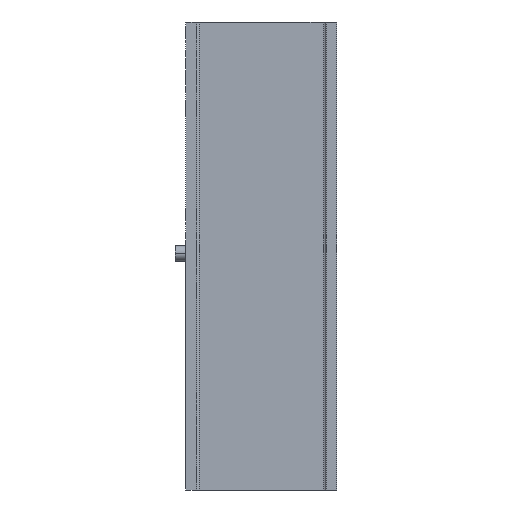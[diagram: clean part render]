
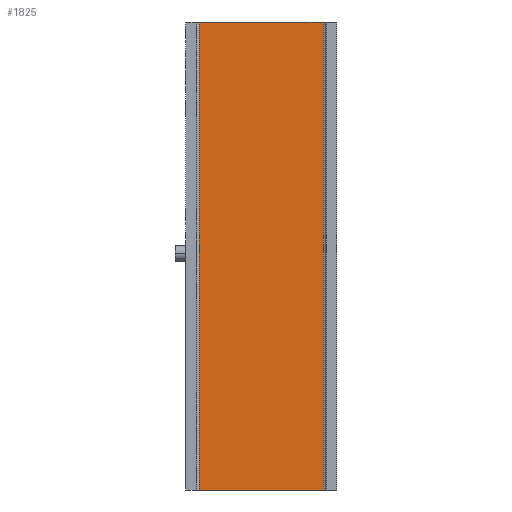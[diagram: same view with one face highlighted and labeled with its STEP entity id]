
A CAD part, left-side view. The second image highlights one B-rep face of the part: STEP entity #1825.
In plain terms, the highlighted planar face has unit normal (-1, 0, 0).
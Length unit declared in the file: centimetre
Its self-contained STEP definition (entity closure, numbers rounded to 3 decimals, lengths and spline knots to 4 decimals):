
#3 = CARTESIAN_POINT ( 'NONE',  ( -0.2018, 2.6449, 9. ) ) ;
#18 = VECTOR ( 'NONE', #234, 100. ) ;
#99 = PLANE ( 'NONE',  #2612 ) ;
#156 = CARTESIAN_POINT ( 'NONE',  ( -0.2018, 2.6449, 0. ) ) ;
#234 = DIRECTION ( 'NONE',  ( 0., 0., -1. ) ) ;
#272 = CARTESIAN_POINT ( 'NONE',  ( -0.2018, 0.2649, 9. ) ) ;
#302 = VERTEX_POINT ( 'NONE', #1677 ) ;
#316 = CARTESIAN_POINT ( 'NONE',  ( -0.2018, 2.6449, 9. ) ) ;
#402 = ORIENTED_EDGE ( 'NONE', *, *, #2199, .T. ) ;
#514 = CARTESIAN_POINT ( 'NONE',  ( -0.2018, 2.6449, 9. ) ) ;
#557 = CARTESIAN_POINT ( 'NONE',  ( -0.2018, 2.6449, 9. ) ) ;
#785 = LINE ( 'NONE', #557, #2165 ) ;
#984 = LINE ( 'NONE', #3, #18 ) ;
#1007 = DIRECTION ( 'NONE',  ( 0., 0., -1. ) ) ;
#1088 = ORIENTED_EDGE ( 'NONE', *, *, #1518, .F. ) ;
#1156 = CARTESIAN_POINT ( 'NONE',  ( -0.2018, 0.2649, 9. ) ) ;
#1191 = LINE ( 'NONE', #2886, #2963 ) ;
#1518 = EDGE_CURVE ( 'NONE', #2303, #2097, #785, .T. ) ;
#1523 = EDGE_LOOP ( 'NONE', ( #2384, #2956, #1088, #402 ) ) ;
#1573 = VERTEX_POINT ( 'NONE', #156 ) ;
#1674 = EDGE_CURVE ( 'NONE', #1573, #302, #1191, .T. ) ;
#1677 = CARTESIAN_POINT ( 'NONE',  ( -0.2018, 0.2649, 0. ) ) ;
#1776 = DIRECTION ( 'NONE',  ( 0., -1., 0. ) ) ;
#1786 = EDGE_CURVE ( 'NONE', #2097, #302, #2411, .T. ) ;
#1825 = ADVANCED_FACE ( 'NONE', ( #2661 ), #99, .F. ) ;
#2097 = VERTEX_POINT ( 'NONE', #1156 ) ;
#2134 = DIRECTION ( 'NONE',  ( 0., -1., 0. ) ) ;
#2165 = VECTOR ( 'NONE', #1776, 100. ) ;
#2187 = DIRECTION ( 'NONE',  ( 0., 0., -1. ) ) ;
#2199 = EDGE_CURVE ( 'NONE', #2303, #1573, #984, .T. ) ;
#2260 = DIRECTION ( 'NONE',  ( 1., 0., 0. ) ) ;
#2303 = VERTEX_POINT ( 'NONE', #316 ) ;
#2384 = ORIENTED_EDGE ( 'NONE', *, *, #1674, .T. ) ;
#2411 = LINE ( 'NONE', #272, #2558 ) ;
#2558 = VECTOR ( 'NONE', #2187, 100. ) ;
#2612 = AXIS2_PLACEMENT_3D ( 'NONE', #514, #2260, #1007 ) ;
#2661 = FACE_OUTER_BOUND ( 'NONE', #1523, .T. ) ;
#2886 = CARTESIAN_POINT ( 'NONE',  ( -0.2018, 2.6449, 0. ) ) ;
#2956 = ORIENTED_EDGE ( 'NONE', *, *, #1786, .F. ) ;
#2963 = VECTOR ( 'NONE', #2134, 100. ) ;
